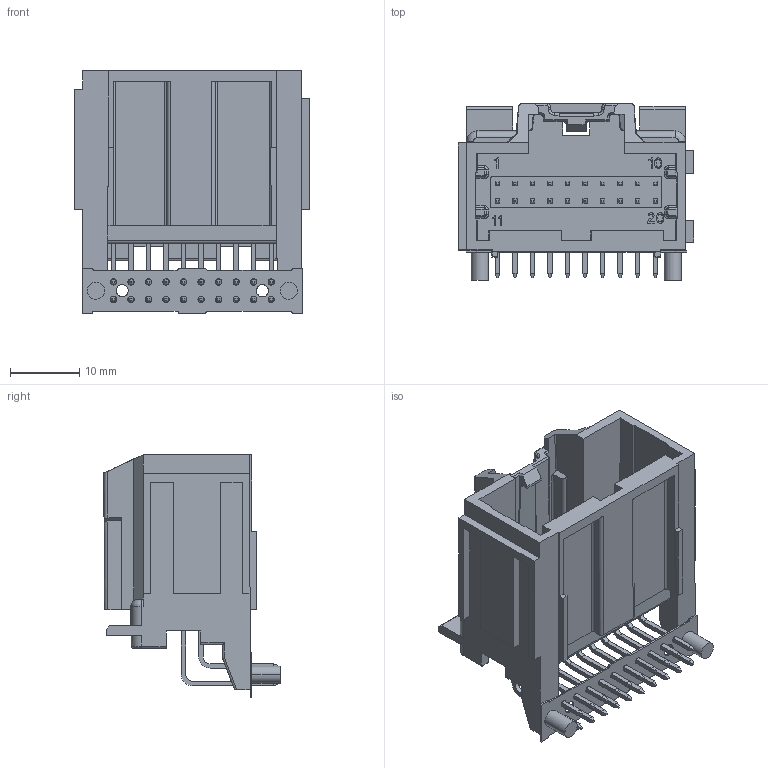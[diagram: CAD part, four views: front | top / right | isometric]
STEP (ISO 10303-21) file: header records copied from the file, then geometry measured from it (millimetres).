
FILE_DESCRIPTION((''),'2;1');
FILE_NAME('346919201','2013-12-24T',('me'),(''),'PRO/ENGINEER BY PARAMETRIC TECHNOLOGY CORPORATION, 2011490','PRO/ENGINEER BY PARAMETRIC TECHNOLOGY CORPORATION, 2011490','');
FILE_SCHEMA(('CONFIG_CONTROL_DESIGN'));
Length unit declared in the file: millimetre
Products named in the file (1): 346919201
Bounding box: 34.1 x 25.56 x 35.16 mm (x, y, z)
Volume: 5836 mm3; surface area: 9106.4 mm2
Topology: 1 solids, 1 shells, 1706 faces, 4751 edges, 3108 vertices
Faces by surface type: plane 1434, cylinder 226, bspline 22, torus 17, sphere 4, cone 3
Entity records: 55552 total; most frequent: CARTESIAN_POINT 12248, ORIENTED_EDGE 9402, DIRECTION 8075, EDGE_CURVE 4701, VECTOR 4133, LINE 4133, VERTEX_POINT 3064, AXIS2_PLACEMENT_3D 1971
